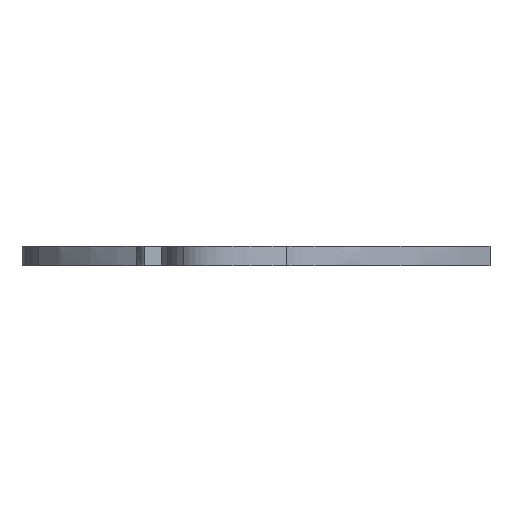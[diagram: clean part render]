
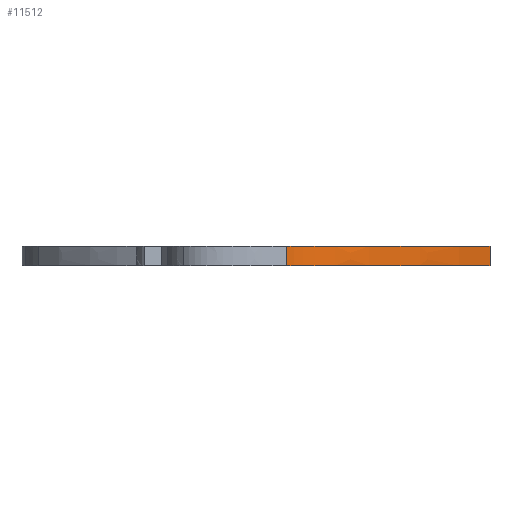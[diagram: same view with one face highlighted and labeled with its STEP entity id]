
A CAD part, left-side view. The second image highlights one B-rep face of the part: STEP entity #11512.
In plain terms, the highlighted face is a extrusion surface.
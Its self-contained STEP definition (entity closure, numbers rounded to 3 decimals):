
#77 = PLANE('',#78);
#78 = AXIS2_PLACEMENT_3D('',#79,#80,#81);
#79 = CARTESIAN_POINT('',(69.425,-35.161,3.));
#80 = DIRECTION('',(0.,0.,1.));
#81 = DIRECTION('',(1.,0.,-0.));
#136 = PLANE('',#137);
#137 = AXIS2_PLACEMENT_3D('',#138,#139,#140);
#138 = CARTESIAN_POINT('',(69.425,-35.161,0.));
#139 = DIRECTION('',(0.,0.,1.));
#140 = DIRECTION('',(1.,0.,-0.));
#539 = VERTEX_POINT('',#540);
#540 = CARTESIAN_POINT('',(3.158,-41.211,0.));
#556 = SURFACE_OF_LINEAR_EXTRUSION('',#557,#562);
#557 = B_SPLINE_CURVE_WITH_KNOTS('',3,(#558,#559,#560,#561),
  .UNSPECIFIED.,.F.,.F.,(4,4),(0.,1.),.PIECEWISE_BEZIER_KNOTS.);
#558 = CARTESIAN_POINT('',(2.082,-25.14,0.));
#559 = CARTESIAN_POINT('',(-1.984,-29.563,0.));
#560 = CARTESIAN_POINT('',(0.844,-37.125,0.));
#561 = CARTESIAN_POINT('',(3.158,-41.211,0.));
#562 = VECTOR('',#563,1.);
#563 = DIRECTION('',(-0.,-0.,-1.));
#571 = EDGE_CURVE('',#539,#572,#574,.T.);
#572 = VERTEX_POINT('',#573);
#573 = CARTESIAN_POINT('',(29.49,-72.844,0.));
#574 = SURFACE_CURVE('',#575,(#580,#588),.PCURVE_S1.);
#575 = B_SPLINE_CURVE_WITH_KNOTS('',3,(#576,#577,#578,#579),
  .UNSPECIFIED.,.F.,.F.,(4,4),(0.,1.),.PIECEWISE_BEZIER_KNOTS.);
#576 = CARTESIAN_POINT('',(3.158,-41.211,0.));
#577 = CARTESIAN_POINT('',(3.158,-48.737,0.));
#578 = CARTESIAN_POINT('',(18.132,-65.428,0.));
#579 = CARTESIAN_POINT('',(29.49,-72.844,0.));
#580 = PCURVE('',#136,#581);
#581 = DEFINITIONAL_REPRESENTATION('',(#582),#587);
#582 = B_SPLINE_CURVE_WITH_KNOTS('',3,(#583,#584,#585,#586),
  .UNSPECIFIED.,.F.,.F.,(4,4),(0.,1.),.PIECEWISE_BEZIER_KNOTS.);
#583 = CARTESIAN_POINT('',(-66.267,-6.05));
#584 = CARTESIAN_POINT('',(-66.267,-13.576));
#585 = CARTESIAN_POINT('',(-51.293,-30.268));
#586 = CARTESIAN_POINT('',(-39.935,-37.683));
#587 = ( GEOMETRIC_REPRESENTATION_CONTEXT(2) 
PARAMETRIC_REPRESENTATION_CONTEXT() REPRESENTATION_CONTEXT('2D SPACE',''
  ) );
#588 = PCURVE('',#589,#597);
#589 = SURFACE_OF_LINEAR_EXTRUSION('',#590,#595);
#590 = B_SPLINE_CURVE_WITH_KNOTS('',3,(#591,#592,#593,#594),
  .UNSPECIFIED.,.F.,.F.,(4,4),(0.,1.),.PIECEWISE_BEZIER_KNOTS.);
#591 = CARTESIAN_POINT('',(3.158,-41.211,0.));
#592 = CARTESIAN_POINT('',(3.158,-48.737,0.));
#593 = CARTESIAN_POINT('',(18.132,-65.428,0.));
#594 = CARTESIAN_POINT('',(29.49,-72.844,0.));
#595 = VECTOR('',#596,1.);
#596 = DIRECTION('',(-0.,-0.,-1.));
#597 = DEFINITIONAL_REPRESENTATION('',(#598),#602);
#598 = LINE('',#599,#600);
#599 = CARTESIAN_POINT('',(0.,0.));
#600 = VECTOR('',#601,1.);
#601 = DIRECTION('',(1.,0.));
#602 = ( GEOMETRIC_REPRESENTATION_CONTEXT(2) 
PARAMETRIC_REPRESENTATION_CONTEXT() REPRESENTATION_CONTEXT('2D SPACE',''
  ) );
#618 = SURFACE_OF_LINEAR_EXTRUSION('',#619,#622);
#619 = B_SPLINE_CURVE_WITH_KNOTS('',1,(#620,#621),.UNSPECIFIED.,.F.,.F.,
  (2,2),(0.,6.834),.PIECEWISE_BEZIER_KNOTS.);
#620 = CARTESIAN_POINT('',(29.49,-72.844,0.));
#621 = CARTESIAN_POINT('',(36.09,-71.071,0.));
#622 = VECTOR('',#623,1.);
#623 = DIRECTION('',(-0.,-0.,-1.));
#6225 = VERTEX_POINT('',#6226);
#6226 = CARTESIAN_POINT('',(3.158,-41.211,3.));
#6249 = EDGE_CURVE('',#6225,#6250,#6252,.T.);
#6250 = VERTEX_POINT('',#6251);
#6251 = CARTESIAN_POINT('',(29.49,-72.844,3.));
#6252 = SURFACE_CURVE('',#6253,(#6258,#6266),.PCURVE_S1.);
#6253 = B_SPLINE_CURVE_WITH_KNOTS('',3,(#6254,#6255,#6256,#6257),
  .UNSPECIFIED.,.F.,.F.,(4,4),(0.,1.),.PIECEWISE_BEZIER_KNOTS.);
#6254 = CARTESIAN_POINT('',(3.158,-41.211,3.));
#6255 = CARTESIAN_POINT('',(3.158,-48.737,3.));
#6256 = CARTESIAN_POINT('',(18.132,-65.428,3.));
#6257 = CARTESIAN_POINT('',(29.49,-72.844,3.));
#6258 = PCURVE('',#77,#6259);
#6259 = DEFINITIONAL_REPRESENTATION('',(#6260),#6265);
#6260 = B_SPLINE_CURVE_WITH_KNOTS('',3,(#6261,#6262,#6263,#6264),
  .UNSPECIFIED.,.F.,.F.,(4,4),(0.,1.),.PIECEWISE_BEZIER_KNOTS.);
#6261 = CARTESIAN_POINT('',(-66.267,-6.05));
#6262 = CARTESIAN_POINT('',(-66.267,-13.576));
#6263 = CARTESIAN_POINT('',(-51.293,-30.268));
#6264 = CARTESIAN_POINT('',(-39.935,-37.683));
#6265 = ( GEOMETRIC_REPRESENTATION_CONTEXT(2) 
PARAMETRIC_REPRESENTATION_CONTEXT() REPRESENTATION_CONTEXT('2D SPACE',''
  ) );
#6266 = PCURVE('',#589,#6267);
#6267 = DEFINITIONAL_REPRESENTATION('',(#6268),#6272);
#6268 = LINE('',#6269,#6270);
#6269 = CARTESIAN_POINT('',(0.,-3.));
#6270 = VECTOR('',#6271,1.);
#6271 = DIRECTION('',(1.,0.));
#6272 = ( GEOMETRIC_REPRESENTATION_CONTEXT(2) 
PARAMETRIC_REPRESENTATION_CONTEXT() REPRESENTATION_CONTEXT('2D SPACE',''
  ) );
#11464 = EDGE_CURVE('',#539,#6225,#11465,.T.);
#11465 = SURFACE_CURVE('',#11466,(#11470,#11477),.PCURVE_S1.);
#11466 = LINE('',#11467,#11468);
#11467 = CARTESIAN_POINT('',(3.158,-41.211,0.));
#11468 = VECTOR('',#11469,1.);
#11469 = DIRECTION('',(0.,0.,1.));
#11470 = PCURVE('',#556,#11471);
#11471 = DEFINITIONAL_REPRESENTATION('',(#11472),#11476);
#11472 = LINE('',#11473,#11474);
#11473 = CARTESIAN_POINT('',(1.,0.));
#11474 = VECTOR('',#11475,1.);
#11475 = DIRECTION('',(0.,-1.));
#11476 = ( GEOMETRIC_REPRESENTATION_CONTEXT(2) 
PARAMETRIC_REPRESENTATION_CONTEXT() REPRESENTATION_CONTEXT('2D SPACE',''
  ) );
#11477 = PCURVE('',#589,#11478);
#11478 = DEFINITIONAL_REPRESENTATION('',(#11479),#11483);
#11479 = LINE('',#11480,#11481);
#11480 = CARTESIAN_POINT('',(0.,0.));
#11481 = VECTOR('',#11482,1.);
#11482 = DIRECTION('',(0.,-1.));
#11483 = ( GEOMETRIC_REPRESENTATION_CONTEXT(2) 
PARAMETRIC_REPRESENTATION_CONTEXT() REPRESENTATION_CONTEXT('2D SPACE',''
  ) );
#11512 = ADVANCED_FACE('',(#11513),#589,.F.);
#11513 = FACE_BOUND('',#11514,.F.);
#11514 = EDGE_LOOP('',(#11515,#11516,#11517,#11538));
#11515 = ORIENTED_EDGE('',*,*,#11464,.T.);
#11516 = ORIENTED_EDGE('',*,*,#6249,.T.);
#11517 = ORIENTED_EDGE('',*,*,#11518,.F.);
#11518 = EDGE_CURVE('',#572,#6250,#11519,.T.);
#11519 = SURFACE_CURVE('',#11520,(#11524,#11531),.PCURVE_S1.);
#11520 = LINE('',#11521,#11522);
#11521 = CARTESIAN_POINT('',(29.49,-72.844,0.));
#11522 = VECTOR('',#11523,1.);
#11523 = DIRECTION('',(0.,0.,1.));
#11524 = PCURVE('',#589,#11525);
#11525 = DEFINITIONAL_REPRESENTATION('',(#11526),#11530);
#11526 = LINE('',#11527,#11528);
#11527 = CARTESIAN_POINT('',(1.,0.));
#11528 = VECTOR('',#11529,1.);
#11529 = DIRECTION('',(0.,-1.));
#11530 = ( GEOMETRIC_REPRESENTATION_CONTEXT(2) 
PARAMETRIC_REPRESENTATION_CONTEXT() REPRESENTATION_CONTEXT('2D SPACE',''
  ) );
#11531 = PCURVE('',#618,#11532);
#11532 = DEFINITIONAL_REPRESENTATION('',(#11533),#11537);
#11533 = LINE('',#11534,#11535);
#11534 = CARTESIAN_POINT('',(0.,0.));
#11535 = VECTOR('',#11536,1.);
#11536 = DIRECTION('',(0.,-1.));
#11537 = ( GEOMETRIC_REPRESENTATION_CONTEXT(2) 
PARAMETRIC_REPRESENTATION_CONTEXT() REPRESENTATION_CONTEXT('2D SPACE',''
  ) );
#11538 = ORIENTED_EDGE('',*,*,#571,.F.);
